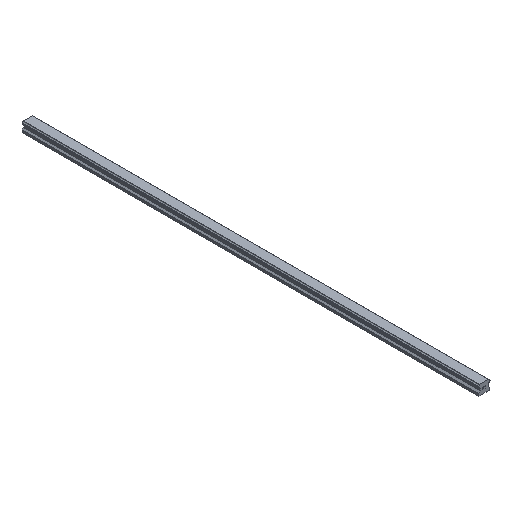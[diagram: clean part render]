
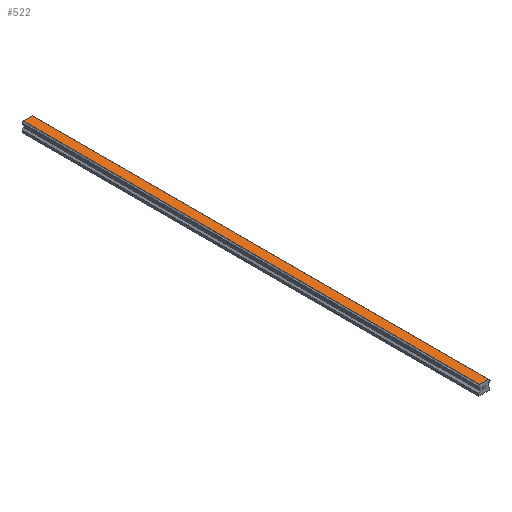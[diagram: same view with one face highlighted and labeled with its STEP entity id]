
A CAD part, isometric view. The second image highlights one B-rep face of the part: STEP entity #522.
In plain terms, the highlighted planar face has unit normal (0, 0, 1).
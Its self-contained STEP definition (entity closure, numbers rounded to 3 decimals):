
#522=ADVANCED_FACE('',(#1067),#1068,.T.);
#1067=FACE_OUTER_BOUND('',#1645,.T.);
#1068=PLANE('',#1646);
#1645=EDGE_LOOP('',(#3158,#3159,#3160,#3161));
#1646=AXIS2_PLACEMENT_3D('',#3162,#3163,#3164);
#3158=ORIENTED_EDGE('',*,*,#3854,.T.);
#3159=ORIENTED_EDGE('',*,*,#3996,.F.);
#3160=ORIENTED_EDGE('',*,*,#3716,.T.);
#3161=ORIENTED_EDGE('',*,*,#3994,.T.);
#3162=CARTESIAN_POINT('',(0.,1340.0,29.));
#3163=DIRECTION('',(0.0,0.0,1.0));
#3164=DIRECTION('',(-1.0,0.0,0.0));
#3716=EDGE_CURVE('',#4550,#4548,#4551,.T.);
#3854=EDGE_CURVE('',#4781,#4779,#4782,.T.);
#3994=EDGE_CURVE('',#4548,#4781,#4944,.T.);
#3996=EDGE_CURVE('',#4550,#4779,#4946,.T.);
#4548=VERTEX_POINT('',#5693);
#4550=VERTEX_POINT('',#5696);
#4551=LINE('',#5697,#5698);
#4779=VERTEX_POINT('',#6016);
#4781=VERTEX_POINT('',#6019);
#4782=LINE('',#6020,#6021);
#4944=LINE('',#6219,#6220);
#4946=LINE('',#6222,#6223);
#5693=CARTESIAN_POINT('',(-13.251,1340.0,29.));
#5696=CARTESIAN_POINT('',(13.251,1340.0,29.));
#5697=CARTESIAN_POINT('',(13.251,1340.0,29.));
#5698=VECTOR('',#6629,1.0);
#6016=CARTESIAN_POINT('',(13.251,0.0,29.));
#6019=CARTESIAN_POINT('',(-13.251,0.0,29.));
#6020=CARTESIAN_POINT('',(13.251,0.0,29.));
#6021=VECTOR('',#6787,1.0);
#6219=CARTESIAN_POINT('',(-13.251,1340.0,29.));
#6220=VECTOR('',#6959,1.0);
#6222=CARTESIAN_POINT('',(13.251,1340.0,29.));
#6223=VECTOR('',#6960,1.0);
#6629=DIRECTION('',(-1.0,0.0,0.0));
#6787=DIRECTION('',(1.0,0.0,0.0));
#6959=DIRECTION('',(0.0,-1.0,0.0));
#6960=DIRECTION('',(0.0,-1.0,0.0));
